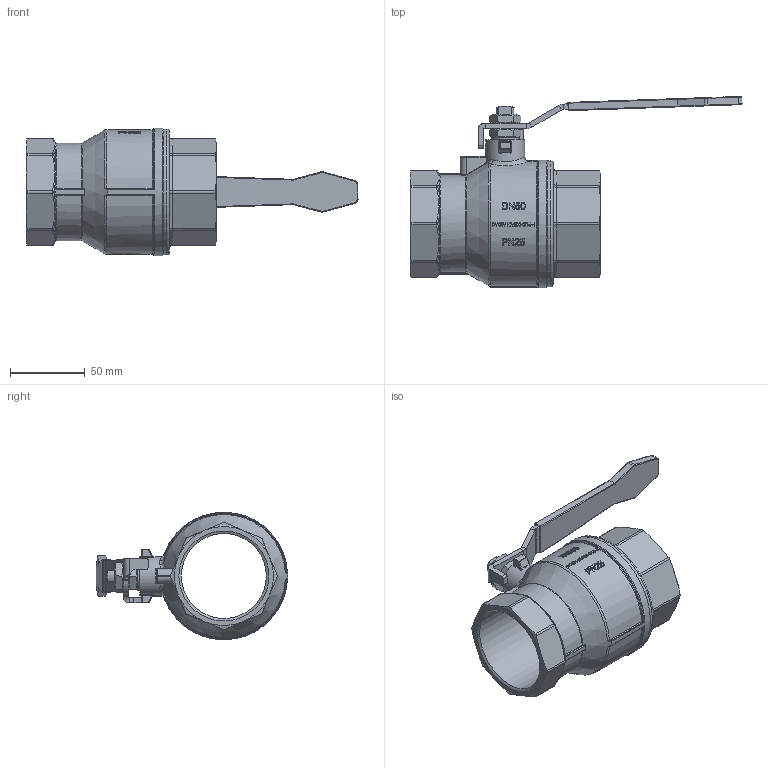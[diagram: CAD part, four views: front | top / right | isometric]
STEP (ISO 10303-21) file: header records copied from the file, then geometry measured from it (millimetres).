
FILE_DESCRIPTION (( 'STEP AP214' ), '1' );
FILE_NAME ('DVGW-K2-200-G16-4 2212.STEP', '2022-12-06T09:58:02', ( '' ), ( '' ), 'SwSTEP 2.0', 'SolidWorks 2019', '' );
FILE_SCHEMA (( 'AUTOMOTIVE_DESIGN' ));
Length unit declared in the file: millimetre
Products named in the file (1): DVGW-K2-200-G16-4 2212
Bounding box: 221.4 x 127.5 x 85 mm (x, y, z)
Volume: 255645.5 mm3; surface area: 68948.9 mm2
Topology: 1 solids, 1 shells, 873 faces, 2184 edges, 1353 vertices
Faces by surface type: plane 304, bspline 299, cylinder 179, torus 40, cone 37, sphere 14
Full cylindrical faces by diameter (mm): 18.9 x1, 26 x1, 56.656 x1, 84 x1, 85 x1
Entity records: 39051 total; most frequent: CARTESIAN_POINT 18343, ORIENTED_EDGE 4288, DIRECTION 2726, EDGE_CURVE 2144, VERTEX_POINT 1347, EDGE_LOOP 949, AXIS2_PLACEMENT_3D 932, FACE_OUTER_BOUND 879
